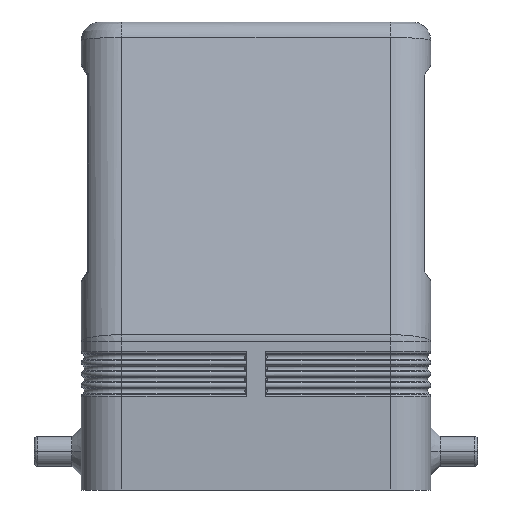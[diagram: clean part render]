
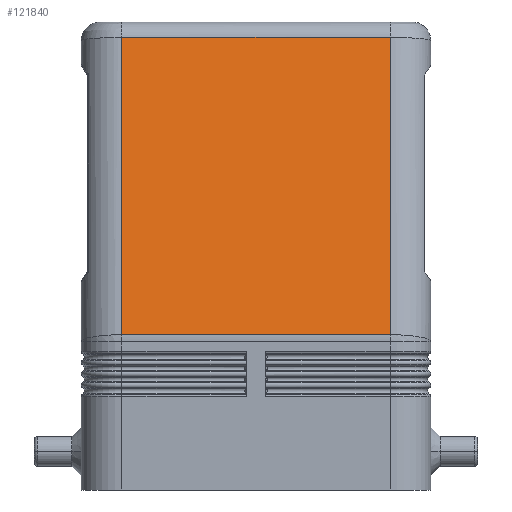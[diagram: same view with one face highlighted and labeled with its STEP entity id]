
A CAD part, left-side view. The second image highlights one B-rep face of the part: STEP entity #121840.
In plain terms, the highlighted face is planar.
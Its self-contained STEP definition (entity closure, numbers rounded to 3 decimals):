
#121450=CARTESIAN_POINT('',(56.559,4.127,0.));
#121460=DIRECTION('',(-0.,-0.985,-0.174));
#121470=DIRECTION('',(0.,-0.174,0.985));
#121480=AXIS2_PLACEMENT_3D('',#121450,#121460,#121470);
#121490=PLANE('',#121480);
#121500=CARTESIAN_POINT('',(78.059,4.326,
-1.129));
#121510=DIRECTION('',(0.,-0.174,0.985));
#121520=VECTOR('',#121510,1.);
#121530=LINE('',#121500,#121520);
#121540=CARTESIAN_POINT('',(78.059,16.914,
-72.521));
#121550=VERTEX_POINT('',#121540);
#121560=CARTESIAN_POINT('',(78.059,8.515,
-24.887));
#121570=VERTEX_POINT('',#121560);
#121580=EDGE_CURVE('',#121550,#121570,#121530,.T.);
#121590=ORIENTED_EDGE('',*,*,#121580,.T.);
#121600=CARTESIAN_POINT('',(0.,16.914,-72.521));
#121610=DIRECTION('',(1.,0.,0.));
#121620=VECTOR('',#121610,1.);
#121630=LINE('',#121600,#121620);
#121640=CARTESIAN_POINT('',(35.059,16.914,
-72.521));
#121650=VERTEX_POINT('',#121640);
#121660=EDGE_CURVE('',#121650,#121550,#121630,.T.);
#121670=ORIENTED_EDGE('',*,*,#121660,.T.);
#121680=CARTESIAN_POINT('',(35.059,4.326,
-1.129));
#121690=DIRECTION('',(0.,0.174,-0.985));
#121700=VECTOR('',#121690,1.);
#121710=LINE('',#121680,#121700);
#121720=CARTESIAN_POINT('',(35.059,8.515,
-24.887));
#121730=VERTEX_POINT('',#121720);
#121740=EDGE_CURVE('',#121730,#121650,#121710,.T.);
#121750=ORIENTED_EDGE('',*,*,#121740,.T.);
#121760=CARTESIAN_POINT('',(0.,8.515,-24.887));
#121770=DIRECTION('',(1.,0.,0.));
#121780=VECTOR('',#121770,1.);
#121790=LINE('',#121760,#121780);
#121800=EDGE_CURVE('',#121730,#121570,#121790,.T.);
#121810=ORIENTED_EDGE('',*,*,#121800,.F.);
#121820=EDGE_LOOP('',(#121810,#121750,#121670,#121590));
#121830=FACE_OUTER_BOUND('',#121820,.T.);
#121840=ADVANCED_FACE('',(#121830),#121490,.T.);
